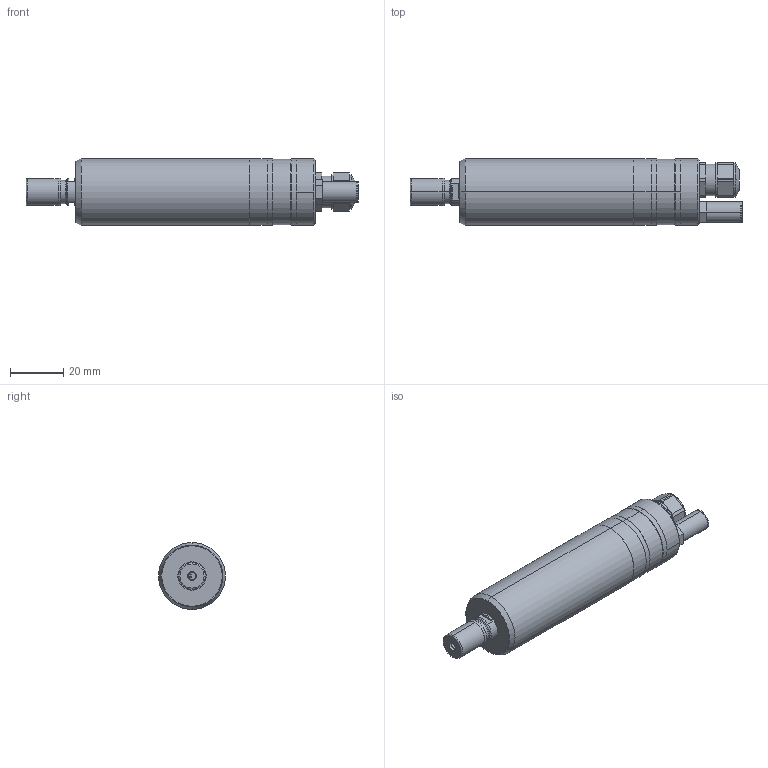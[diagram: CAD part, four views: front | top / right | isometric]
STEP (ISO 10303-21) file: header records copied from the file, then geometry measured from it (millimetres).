
FILE_DESCRIPTION (( 'STEP AP203' ), '1' );
FILE_NAME ('025S100U-00-.STEP', '2011-01-17T13:00:08', ( 'IBAGCAD_7' ), ( 'IBAG Switzerland AG' ), 'SwSTEP 2.0', 'SolidWorks 2010', '' );
FILE_SCHEMA (( 'CONFIG_CONTROL_DESIGN' ));
Length unit declared in the file: millimetre
Products named in the file (1): 025S100U-00-
Bounding box: 124.2 x 25 x 25 mm (x, y, z)
Surface area: 11850.8 mm2 (no closed solid volume)
Topology: 0 solids, 14 shells, 174 faces, 511 edges, 350 vertices
Faces by surface type: cylinder 69, plane 67, cone 24, torus 14
Entity records: 5989 total; most frequent: CARTESIAN_POINT 1206, DIRECTION 1071, ORIENTED_EDGE 838, EDGE_CURVE 507, AXIS2_PLACEMENT_3D 427, VERTEX_POINT 350, CIRCLE 252, LINE 217
